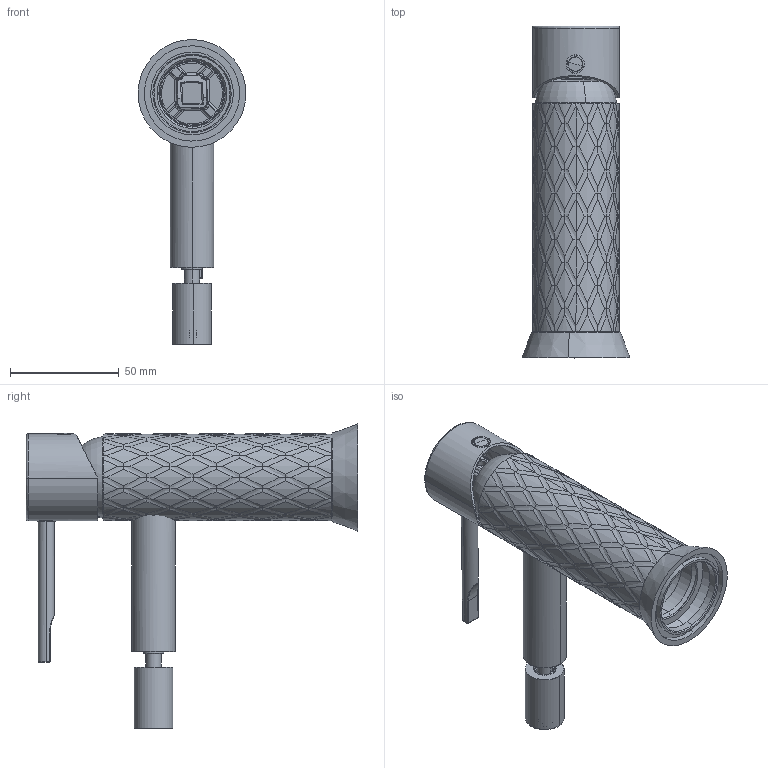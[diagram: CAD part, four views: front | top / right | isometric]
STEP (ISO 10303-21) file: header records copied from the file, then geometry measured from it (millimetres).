
FILE_DESCRIPTION (( 'STEP AP203' ), '1' );
FILE_NAME ('59BP07255.STEP', '2023-10-27T04:45:55', ( '' ), ( '' ), 'SwSTEP 2.0', 'SolidWorks 2021', '' );
FILE_SCHEMA (( 'CONFIG_CONTROL_DESIGN' ));
Length unit declared in the file: millimetre
Products named in the file (1): 59BP07255
Bounding box: 49.48 x 152.5 x 140.08 mm (x, y, z)
Volume: 57092.8 mm3; surface area: 62420.3 mm2
Topology: 11 solids, 11 shells, 839 faces, 2093 edges, 1277 vertices
Faces by surface type: bspline 312, cylinder 291, plane 129, cone 51, torus 30, sphere 26
Entity records: 154875 total; most frequent: CARTESIAN_POINT 138995, ORIENTED_EDGE 4128, DIRECTION 2475, EDGE_CURVE 2064, VERTEX_POINT 1274, AXIS2_PLACEMENT_3D 1042, EDGE_LOOP 886, ADVANCED_FACE 839
